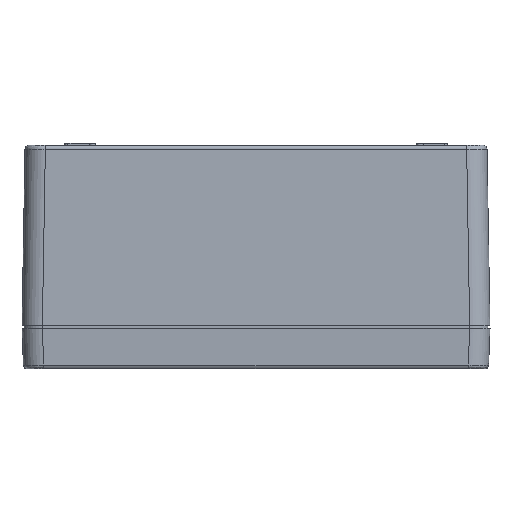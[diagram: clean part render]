
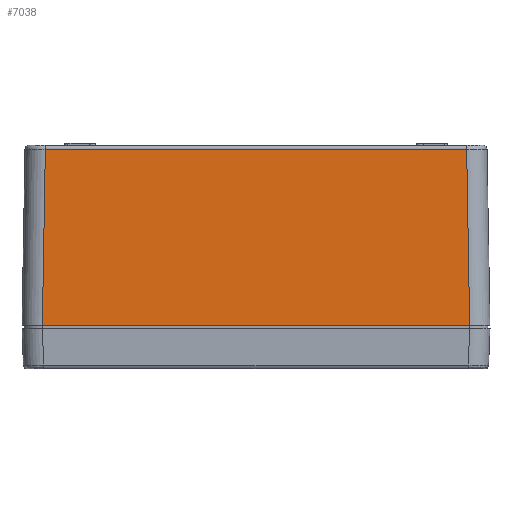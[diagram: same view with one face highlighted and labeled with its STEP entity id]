
A CAD part, front view. The second image highlights one B-rep face of the part: STEP entity #7038.
In plain terms, the highlighted face is planar.
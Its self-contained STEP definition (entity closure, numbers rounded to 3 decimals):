
#6453=CARTESIAN_POINT('',(67.52,41.479,0.197));
#6454=VERTEX_POINT('',#6453);
#6462=CARTESIAN_POINT('',(67.52,20.772,0.197));
#6463=VERTEX_POINT('',#6462);
#6464=CARTESIAN_POINT('',(67.52,41.479,0.197));
#6465=DIRECTION('',(0.0,-1.0,0.0));
#6466=VECTOR('',#6465,20.707);
#6467=LINE('',#6464,#6466);
#6468=EDGE_CURVE('',#6454,#6463,#6467,.T.);
#6996=CARTESIAN_POINT('',(67.666,20.625,8.85));
#6997=VERTEX_POINT('',#6996);
#6998=CARTESIAN_POINT('',(67.52,20.772,0.197));
#6999=DIRECTION('',(0.017,-0.017,1.));
#7000=VECTOR('',#6999,8.656);
#7001=LINE('',#6998,#7000);
#7002=EDGE_CURVE('',#6463,#6997,#7001,.T.);
#7015=CARTESIAN_POINT('',(67.666,19.625,8.85));
#7016=DIRECTION('',(-1.,0.,0.017));
#7017=DIRECTION('',(0.017,0.0,1.));
#7018=AXIS2_PLACEMENT_3D('',#7015,#7016,#7017);
#7019=PLANE('',#7018);
#7020=ORIENTED_EDGE('',*,*,#6468,.F.);
#7021=CARTESIAN_POINT('',(67.666,41.625,8.85));
#7022=VERTEX_POINT('',#7021);
#7023=CARTESIAN_POINT('',(67.666,41.625,8.85));
#7024=DIRECTION('',(-0.017,-0.017,-1.));
#7025=VECTOR('',#7024,8.656);
#7026=LINE('',#7023,#7025);
#7027=EDGE_CURVE('',#7022,#6454,#7026,.T.);
#7028=ORIENTED_EDGE('',*,*,#7027,.F.);
#7029=CARTESIAN_POINT('',(67.666,41.625,8.85));
#7030=DIRECTION('',(0.0,-1.0,0.0));
#7031=VECTOR('',#7030,21.);
#7032=LINE('',#7029,#7031);
#7033=EDGE_CURVE('',#7022,#6997,#7032,.T.);
#7034=ORIENTED_EDGE('',*,*,#7033,.T.);
#7035=ORIENTED_EDGE('',*,*,#7002,.F.);
#7036=EDGE_LOOP('',(#7020,#7028,#7034,#7035));
#7037=FACE_OUTER_BOUND('',#7036,.T.);
#7038=ADVANCED_FACE('',(#7037),#7019,.F.);
